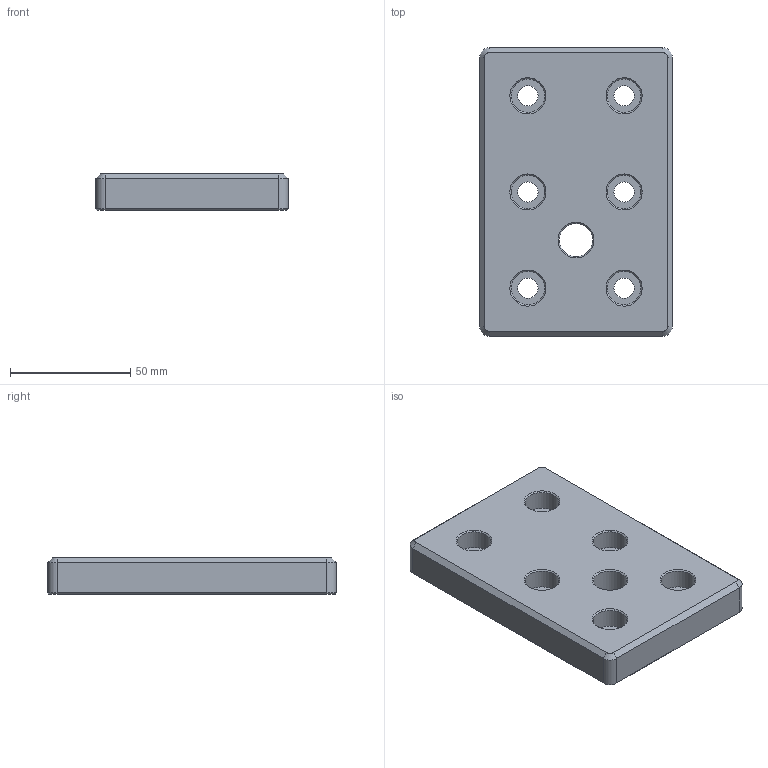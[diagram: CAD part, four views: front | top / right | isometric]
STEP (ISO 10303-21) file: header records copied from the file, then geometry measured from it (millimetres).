
FILE_DESCRIPTION(/* description */ ('KriTec Transport und Fussplatte 8 Zn 120x80x15 M16'),/* implementation_level */ '2;1');
FILE_NAME(/* name */ '13716_KriTec_Transport_und_Fussplatte_8_St_120x80x15_M16_schwarz.stp',/* time_stamp */ '2019-03-20T08:41:05+01:00',/* author */ ('jendrek'),/* organization */ (''),/* preprocessor_version */ 'ST-DEVELOPER v17',/* originating_system */ 'Autodesk Inventor 2018',/* authorisation */ '');
FILE_SCHEMA (('AUTOMOTIVE_DESIGN { 1 0 10303 214 3 1 1 }'));
Length unit declared in the file: millimetre
Products named in the file (1): 13716
Bounding box: 80 x 120 x 15 mm (x, y, z)
Volume: 130634.5 mm3; surface area: 27302.3 mm2
Topology: 1 solids, 1 shells, 59 faces, 136 edges, 85 vertices
Faces by surface type: cone 22, plane 20, cylinder 17
Full cylindrical faces by diameter (mm): 8.4 x6, 13.835 x1, 14 x6
Entity records: 1750 total; most frequent: DIRECTION 325, CARTESIAN_POINT 281, ORIENTED_EDGE 272, EDGE_CURVE 136, AXIS2_PLACEMENT_3D 129, VERTEX_POINT 85, EDGE_LOOP 79, CIRCLE 69
